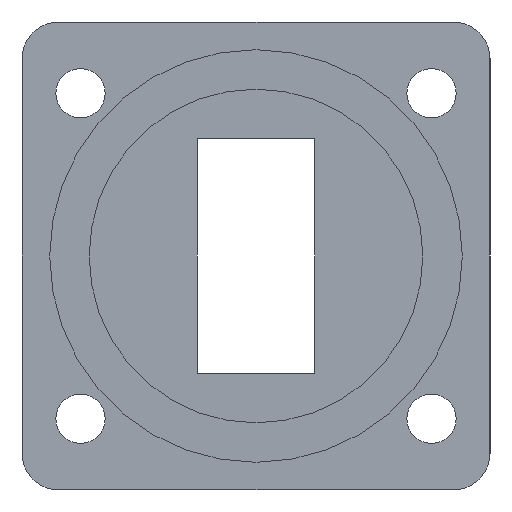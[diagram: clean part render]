
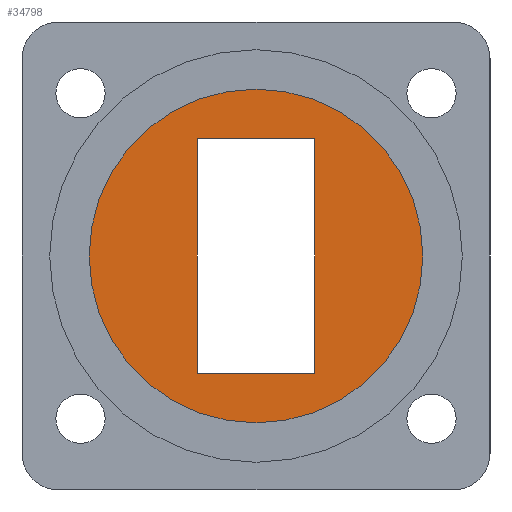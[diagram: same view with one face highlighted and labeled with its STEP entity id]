
A CAD part, left-side view. The second image highlights one B-rep face of the part: STEP entity #34798.
In plain terms, the highlighted planar face has unit normal (-1, 0, 0).
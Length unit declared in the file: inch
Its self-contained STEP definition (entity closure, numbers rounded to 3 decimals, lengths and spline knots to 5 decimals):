
#6504 = ORIENTED_EDGE ( 'NONE', *, *, #18707, .F. ) ;
#6661 = FACE_BOUND ( 'NONE', #17616, .T. ) ;
#8571 = CARTESIAN_POINT ( 'NONE',  ( -3.93701, 0., -0.53346 ) ) ;
#8802 = EDGE_LOOP ( 'NONE', ( #43347, #11483 ) ) ;
#10059 = LINE ( 'NONE', #38598, #33906 ) ;
#10446 = CARTESIAN_POINT ( 'NONE',  ( -3.93701, 0.1875, 0.375 ) ) ;
#10665 = DIRECTION ( 'NONE',  ( 1., 0., 0. ) ) ;
#10848 = DIRECTION ( 'NONE',  ( 0., 0., 1. ) ) ;
#11373 = DIRECTION ( 'NONE',  ( 0., 0., -1. ) ) ;
#11483 = ORIENTED_EDGE ( 'NONE', *, *, #26385, .T. ) ;
#11659 = AXIS2_PLACEMENT_3D ( 'NONE', #33125, #40585, #28867 ) ;
#14648 = EDGE_CURVE ( 'NONE', #35989, #25235, #20842, .T. ) ;
#16118 = AXIS2_PLACEMENT_3D ( 'NONE', #26711, #10665, #47721 ) ;
#16869 = EDGE_CURVE ( 'NONE', #22593, #41189, #43018, .T. ) ;
#17108 = DIRECTION ( 'NONE',  ( 0., -1., 0. ) ) ;
#17616 = EDGE_LOOP ( 'NONE', ( #31253, #37999, #21093, #6504 ) ) ;
#18004 = CARTESIAN_POINT ( 'NONE',  ( -3.93701, 0.1875, 0.375 ) ) ;
#18707 = EDGE_CURVE ( 'NONE', #37265, #31447, #46972, .T. ) ;
#19164 = CARTESIAN_POINT ( 'NONE',  ( -3.93701, -0.1875, -0.375 ) ) ;
#19590 = EDGE_CURVE ( 'NONE', #31447, #35989, #35131, .T. ) ;
#20429 = EDGE_CURVE ( 'NONE', #25235, #37265, #10059, .T. ) ;
#20842 = LINE ( 'NONE', #37348, #25992 ) ;
#21093 = ORIENTED_EDGE ( 'NONE', *, *, #19590, .F. ) ;
#22593 = VERTEX_POINT ( 'NONE', #8571 ) ;
#23907 = DIRECTION ( 'NONE',  ( -1., 0., 0. ) ) ;
#25235 = VERTEX_POINT ( 'NONE', #19164 ) ;
#25992 = VECTOR ( 'NONE', #17108, 39.37008 ) ;
#26385 = EDGE_CURVE ( 'NONE', #41189, #22593, #34666, .T. ) ;
#26711 = CARTESIAN_POINT ( 'NONE',  ( -3.93701, 0., 0. ) ) ;
#28867 = DIRECTION ( 'NONE',  ( 0., 0., -1. ) ) ;
#30134 = CARTESIAN_POINT ( 'NONE',  ( -3.93701, 0.1875, -0.375 ) ) ;
#31253 = ORIENTED_EDGE ( 'NONE', *, *, #20429, .F. ) ;
#31447 = VERTEX_POINT ( 'NONE', #18004 ) ;
#31661 = CARTESIAN_POINT ( 'NONE',  ( -3.93701, 0.1875, 0.375 ) ) ;
#32420 = CARTESIAN_POINT ( 'NONE',  ( -3.93701, 0., 0. ) ) ;
#33125 = CARTESIAN_POINT ( 'NONE',  ( -3.93701, 0., 0. ) ) ;
#33906 = VECTOR ( 'NONE', #10848, 39.37008 ) ;
#34199 = DIRECTION ( 'NONE',  ( 0., 1., 0. ) ) ;
#34666 = CIRCLE ( 'NONE', #11659, 0.53346 ) ;
#34798 = ADVANCED_FACE ( 'NONE', ( #6661, #47196 ), #35216, .F. ) ;
#35131 = LINE ( 'NONE', #31661, #42813 ) ;
#35216 = PLANE ( 'NONE',  #16118 ) ;
#35893 = DIRECTION ( 'NONE',  ( 0., 0., -1. ) ) ;
#35989 = VERTEX_POINT ( 'NONE', #30134 ) ;
#37265 = VERTEX_POINT ( 'NONE', #50459 ) ;
#37348 = CARTESIAN_POINT ( 'NONE',  ( -3.93701, 0.1875, -0.375 ) ) ;
#37999 = ORIENTED_EDGE ( 'NONE', *, *, #14648, .F. ) ;
#38598 = CARTESIAN_POINT ( 'NONE',  ( -3.93701, -0.1875, 0.375 ) ) ;
#40585 = DIRECTION ( 'NONE',  ( -1., 0., 0. ) ) ;
#41189 = VERTEX_POINT ( 'NONE', #47992 ) ;
#41875 = VECTOR ( 'NONE', #34199, 39.37008 ) ;
#42813 = VECTOR ( 'NONE', #11373, 39.37008 ) ;
#43018 = CIRCLE ( 'NONE', #50735, 0.53346 ) ;
#43347 = ORIENTED_EDGE ( 'NONE', *, *, #16869, .T. ) ;
#46972 = LINE ( 'NONE', #10446, #41875 ) ;
#47196 = FACE_OUTER_BOUND ( 'NONE', #8802, .T. ) ;
#47721 = DIRECTION ( 'NONE',  ( 0., 0., -1. ) ) ;
#47992 = CARTESIAN_POINT ( 'NONE',  ( -3.93701, 0., 0.53346 ) ) ;
#50459 = CARTESIAN_POINT ( 'NONE',  ( -3.93701, -0.1875, 0.375 ) ) ;
#50735 = AXIS2_PLACEMENT_3D ( 'NONE', #32420, #23907, #35893 ) ;
